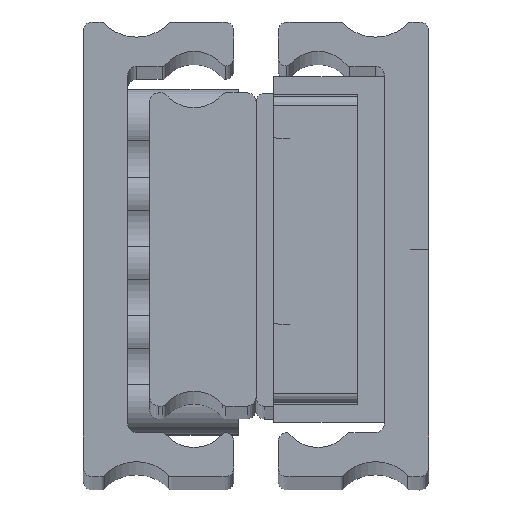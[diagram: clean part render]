
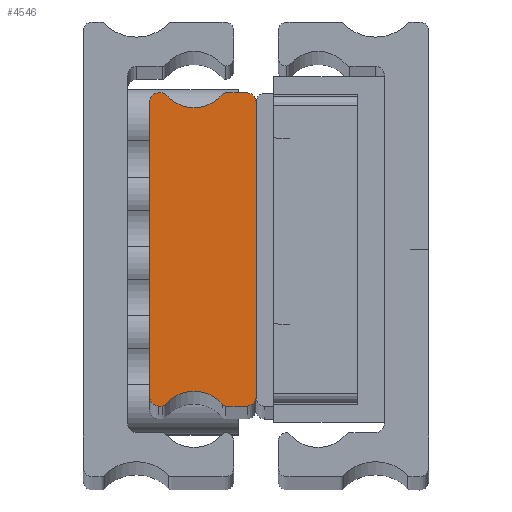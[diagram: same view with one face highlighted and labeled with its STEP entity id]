
A CAD part, top view. The second image highlights one B-rep face of the part: STEP entity #4546.
In plain terms, the highlighted planar face has unit normal (0, 0, 1).
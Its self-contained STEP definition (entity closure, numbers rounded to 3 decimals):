
#20 = VERTEX_POINT ( 'NONE', #5075 ) ;
#81 = CIRCLE ( 'NONE', #5525, 1. ) ;
#100 = DIRECTION ( 'NONE',  ( -1., 0., 0. ) ) ;
#274 = CARTESIAN_POINT ( 'NONE',  ( -11., -17.687, 0. ) ) ;
#313 = AXIS2_PLACEMENT_3D ( 'NONE', #5281, #5321, #6699 ) ;
#334 = AXIS2_PLACEMENT_3D ( 'NONE', #8010, #7351, #1820 ) ;
#348 = CARTESIAN_POINT ( 'NONE',  ( -3.397, -17.688, 0. ) ) ;
#408 = LINE ( 'NONE', #8663, #5104 ) ;
#422 = VERTEX_POINT ( 'NONE', #6708 ) ;
#535 = DIRECTION ( 'NONE',  ( 0., 0., 1. ) ) ;
#555 = CARTESIAN_POINT ( 'NONE',  ( -7., 20.232, 0. ) ) ;
#616 = EDGE_CURVE ( 'NONE', #7102, #422, #1049, .T. ) ;
#662 = VERTEX_POINT ( 'NONE', #7775 ) ;
#973 = CARTESIAN_POINT ( 'NONE',  ( -10.603, -17.687, 0. ) ) ;
#984 = DIRECTION ( 'NONE',  ( 1., 0., 0. ) ) ;
#1049 = CIRCLE ( 'NONE', #7127, 0.5 ) ;
#1188 = CARTESIAN_POINT ( 'NONE',  ( -3.397, -17.688, 0. ) ) ;
#1233 = EDGE_CURVE ( 'NONE', #3611, #7815, #8624, .T. ) ;
#1281 = ORIENTED_EDGE ( 'NONE', *, *, #2963, .T. ) ;
#1392 = EDGE_CURVE ( 'NONE', #8441, #2019, #6313, .T. ) ;
#1439 = CARTESIAN_POINT ( 'NONE',  ( -11., 17.687, 0. ) ) ;
#1441 = VERTEX_POINT ( 'NONE', #8877 ) ;
#1448 = EDGE_CURVE ( 'NONE', #662, #8743, #2125, .T. ) ;
#1456 = ORIENTED_EDGE ( 'NONE', *, *, #5069, .T. ) ;
#1469 = VERTEX_POINT ( 'NONE', #2798 ) ;
#1565 = DIRECTION ( 'NONE',  ( 0., 0., 1. ) ) ;
#1576 = DIRECTION ( 'NONE',  ( 0., 0., -1. ) ) ;
#1581 = DIRECTION ( 'NONE',  ( 0., 0., 1. ) ) ;
#1641 = CARTESIAN_POINT ( 'NONE',  ( -10.603, 17.187, 0. ) ) ;
#1646 = CARTESIAN_POINT ( 'NONE',  ( -3.397, 17.187, 0. ) ) ;
#1761 = LINE ( 'NONE', #7997, #1932 ) ;
#1820 = DIRECTION ( 'NONE',  ( 1., 0., 0. ) ) ;
#1860 = DIRECTION ( 'NONE',  ( 0., 0., 1. ) ) ;
#1902 = CIRCLE ( 'NONE', #3783, 1. ) ;
#1922 = CARTESIAN_POINT ( 'NONE',  ( -10.603, 17.687, 0. ) ) ;
#1932 = VECTOR ( 'NONE', #3148, 1000. ) ;
#2015 = DIRECTION ( 'NONE',  ( 1., 0., 0. ) ) ;
#2019 = VERTEX_POINT ( 'NONE', #5962 ) ;
#2125 = LINE ( 'NONE', #6265, #2840 ) ;
#2177 = ORIENTED_EDGE ( 'NONE', *, *, #8011, .T. ) ;
#2394 = CIRCLE ( 'NONE', #3253, 1. ) ;
#2451 = CIRCLE ( 'NONE', #8823, 4.22 ) ;
#2454 = DIRECTION ( 'NONE',  ( 0., -1., 0. ) ) ;
#2517 = FACE_OUTER_BOUND ( 'NONE', #8622, .T. ) ;
#2554 = CARTESIAN_POINT ( 'NONE',  ( -3.397, -17.187, 0. ) ) ;
#2639 = CIRCLE ( 'NONE', #7864, 0.5 ) ;
#2729 = DIRECTION ( 'NONE',  ( 1., 0., 0. ) ) ;
#2782 = CIRCLE ( 'NONE', #4392, 4.22 ) ;
#2798 = CARTESIAN_POINT ( 'NONE',  ( -3.808, 17.473, 0. ) ) ;
#2840 = VECTOR ( 'NONE', #100, 1000. ) ;
#2963 = EDGE_CURVE ( 'NONE', #20, #4217, #2639, .T. ) ;
#3036 = ORIENTED_EDGE ( 'NONE', *, *, #3571, .T. ) ;
#3148 = DIRECTION ( 'NONE',  ( -1., 0., 0. ) ) ;
#3253 = AXIS2_PLACEMENT_3D ( 'NONE', #7773, #1581, #4333 ) ;
#3294 = DIRECTION ( 'NONE',  ( 1., 0., 0. ) ) ;
#3339 = CARTESIAN_POINT ( 'NONE',  ( -1., -16.687, 0. ) ) ;
#3349 = ORIENTED_EDGE ( 'NONE', *, *, #4062, .T. ) ;
#3478 = AXIS2_PLACEMENT_3D ( 'NONE', #1646, #1565, #984 ) ;
#3492 = ORIENTED_EDGE ( 'NONE', *, *, #6806, .T. ) ;
#3571 = EDGE_CURVE ( 'NONE', #8743, #1469, #5352, .T. ) ;
#3611 = VERTEX_POINT ( 'NONE', #7922 ) ;
#3620 = VERTEX_POINT ( 'NONE', #8698 ) ;
#3697 = EDGE_CURVE ( 'NONE', #1441, #7155, #4206, .T. ) ;
#3698 = ORIENTED_EDGE ( 'NONE', *, *, #4879, .T. ) ;
#3700 = ORIENTED_EDGE ( 'NONE', *, *, #4804, .T. ) ;
#3783 = AXIS2_PLACEMENT_3D ( 'NONE', #7436, #1860, #8142 ) ;
#3791 = VECTOR ( 'NONE', #8645, 1000. ) ;
#3827 = ORIENTED_EDGE ( 'NONE', *, *, #6860, .T. ) ;
#4012 = CARTESIAN_POINT ( 'NONE',  ( -11., -17.687, 0. ) ) ;
#4046 = ORIENTED_EDGE ( 'NONE', *, *, #8483, .T. ) ;
#4062 = EDGE_CURVE ( 'NONE', #4217, #7772, #5112, .T. ) ;
#4195 = CARTESIAN_POINT ( 'NONE',  ( -10.603, -17.187, 0. ) ) ;
#4206 = CIRCLE ( 'NONE', #334, 1. ) ;
#4217 = VERTEX_POINT ( 'NONE', #1188 ) ;
#4262 = DIRECTION ( 'NONE',  ( 0., 1., 0. ) ) ;
#4333 = DIRECTION ( 'NONE',  ( 1., 0., 0. ) ) ;
#4392 = AXIS2_PLACEMENT_3D ( 'NONE', #7767, #1576, #4864 ) ;
#4406 = DIRECTION ( 'NONE',  ( 0., 0., 1. ) ) ;
#4546 = ADVANCED_FACE ( 'NONE', ( #2517 ), #6886, .T. ) ;
#4804 = EDGE_CURVE ( 'NONE', #7155, #7102, #5324, .T. ) ;
#4861 = VECTOR ( 'NONE', #4262, 1000. ) ;
#4864 = DIRECTION ( 'NONE',  ( 1., 0., 0. ) ) ;
#4879 = EDGE_CURVE ( 'NONE', #1469, #3611, #2451, .T. ) ;
#5069 = EDGE_CURVE ( 'NONE', #2019, #662, #2394, .T. ) ;
#5075 = CARTESIAN_POINT ( 'NONE',  ( -3.808, -17.473, 0. ) ) ;
#5104 = VECTOR ( 'NONE', #2454, 1000. ) ;
#5112 = LINE ( 'NONE', #348, #3791 ) ;
#5251 = VERTEX_POINT ( 'NONE', #1439 ) ;
#5281 = CARTESIAN_POINT ( 'NONE',  ( -7., 20.232, 0. ) ) ;
#5321 = DIRECTION ( 'NONE',  ( 0., 0., 1. ) ) ;
#5324 = LINE ( 'NONE', #4012, #5490 ) ;
#5352 = CIRCLE ( 'NONE', #3478, 0.5 ) ;
#5490 = VECTOR ( 'NONE', #6203, 1000. ) ;
#5510 = DIRECTION ( 'NONE',  ( 1., 0., 0. ) ) ;
#5525 = AXIS2_PLACEMENT_3D ( 'NONE', #3339, #535, #3294 ) ;
#5549 = ORIENTED_EDGE ( 'NONE', *, *, #1392, .T. ) ;
#5962 = CARTESIAN_POINT ( 'NONE',  ( 0., 16.687, 0. ) ) ;
#6157 = DIRECTION ( 'NONE',  ( 0., 0., -1. ) ) ;
#6203 = DIRECTION ( 'NONE',  ( 1., 0., 0. ) ) ;
#6226 = ORIENTED_EDGE ( 'NONE', *, *, #3697, .T. ) ;
#6265 = CARTESIAN_POINT ( 'NONE',  ( -1., 17.687, 0. ) ) ;
#6313 = LINE ( 'NONE', #8279, #4861 ) ;
#6423 = ORIENTED_EDGE ( 'NONE', *, *, #1233, .T. ) ;
#6699 = DIRECTION ( 'NONE',  ( 1., 0., 0. ) ) ;
#6708 = CARTESIAN_POINT ( 'NONE',  ( -10.192, -17.473, 0. ) ) ;
#6806 = EDGE_CURVE ( 'NONE', #7772, #8441, #81, .T. ) ;
#6832 = DIRECTION ( 'NONE',  ( 0., 0., 1. ) ) ;
#6860 = EDGE_CURVE ( 'NONE', #5251, #3620, #1902, .T. ) ;
#6886 = PLANE ( 'NONE',  #313 ) ;
#6891 = DIRECTION ( 'NONE',  ( 0., 0., 1. ) ) ;
#6957 = CARTESIAN_POINT ( 'NONE',  ( 0., -16.687, 0. ) ) ;
#7102 = VERTEX_POINT ( 'NONE', #973 ) ;
#7110 = ORIENTED_EDGE ( 'NONE', *, *, #1448, .T. ) ;
#7127 = AXIS2_PLACEMENT_3D ( 'NONE', #4195, #6891, #5510 ) ;
#7155 = VERTEX_POINT ( 'NONE', #274 ) ;
#7178 = DIRECTION ( 'NONE',  ( 1., 0., 0. ) ) ;
#7351 = DIRECTION ( 'NONE',  ( 0., 0., 1. ) ) ;
#7436 = CARTESIAN_POINT ( 'NONE',  ( -11., 16.687, 0. ) ) ;
#7494 = ORIENTED_EDGE ( 'NONE', *, *, #616, .T. ) ;
#7537 = CARTESIAN_POINT ( 'NONE',  ( -1., -17.688, 0. ) ) ;
#7767 = CARTESIAN_POINT ( 'NONE',  ( -7., -20.232, 0. ) ) ;
#7772 = VERTEX_POINT ( 'NONE', #7537 ) ;
#7773 = CARTESIAN_POINT ( 'NONE',  ( -1., 16.687, 0. ) ) ;
#7775 = CARTESIAN_POINT ( 'NONE',  ( -1., 17.688, 0. ) ) ;
#7815 = VERTEX_POINT ( 'NONE', #1922 ) ;
#7864 = AXIS2_PLACEMENT_3D ( 'NONE', #2554, #6832, #2729 ) ;
#7896 = AXIS2_PLACEMENT_3D ( 'NONE', #1641, #4406, #7178 ) ;
#7922 = CARTESIAN_POINT ( 'NONE',  ( -10.192, 17.473, 0. ) ) ;
#7966 = EDGE_CURVE ( 'NONE', #422, #20, #2782, .T. ) ;
#7997 = CARTESIAN_POINT ( 'NONE',  ( -10.603, 17.688, 0. ) ) ;
#8010 = CARTESIAN_POINT ( 'NONE',  ( -11., -16.688, 0. ) ) ;
#8011 = EDGE_CURVE ( 'NONE', #3620, #1441, #408, .T. ) ;
#8142 = DIRECTION ( 'NONE',  ( 1., 0., 0. ) ) ;
#8279 = CARTESIAN_POINT ( 'NONE',  ( 0., -16.687, 0. ) ) ;
#8441 = VERTEX_POINT ( 'NONE', #6957 ) ;
#8483 = EDGE_CURVE ( 'NONE', #7815, #5251, #1761, .T. ) ;
#8622 = EDGE_LOOP ( 'NONE', ( #3698, #6423, #4046, #3827, #2177, #6226, #3700, #7494, #8896, #1281, #3349, #3492, #5549, #1456, #7110, #3036 ) ) ;
#8624 = CIRCLE ( 'NONE', #7896, 0.5 ) ;
#8633 = CARTESIAN_POINT ( 'NONE',  ( -3.397, 17.687, 0. ) ) ;
#8645 = DIRECTION ( 'NONE',  ( 1., 0., 0. ) ) ;
#8663 = CARTESIAN_POINT ( 'NONE',  ( -12., 16.687, 0. ) ) ;
#8698 = CARTESIAN_POINT ( 'NONE',  ( -12., 16.687, 0. ) ) ;
#8743 = VERTEX_POINT ( 'NONE', #8633 ) ;
#8823 = AXIS2_PLACEMENT_3D ( 'NONE', #555, #6157, #2015 ) ;
#8877 = CARTESIAN_POINT ( 'NONE',  ( -12., -16.688, 0. ) ) ;
#8896 = ORIENTED_EDGE ( 'NONE', *, *, #7966, .T. ) ;
